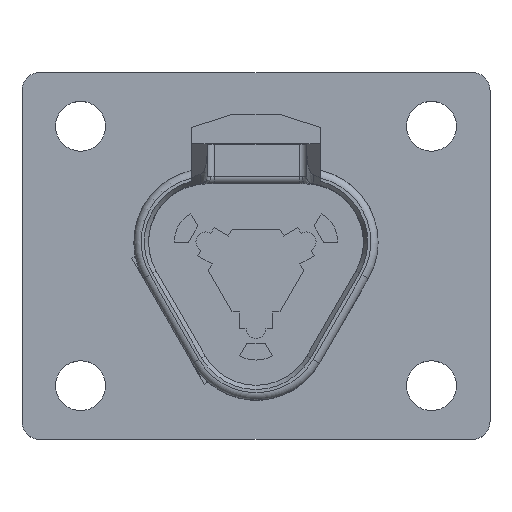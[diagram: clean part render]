
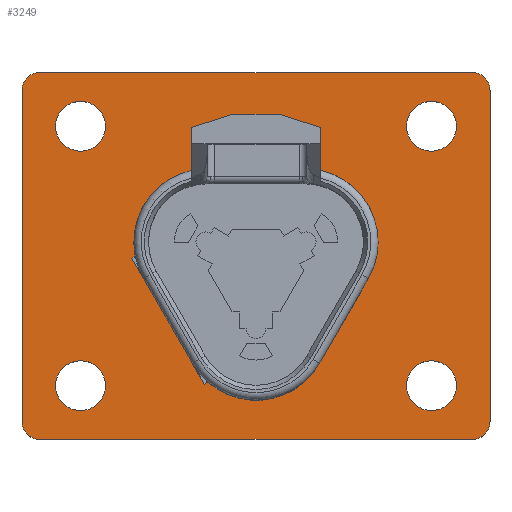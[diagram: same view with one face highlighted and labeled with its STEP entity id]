
A CAD part, top view. The second image highlights one B-rep face of the part: STEP entity #3249.
In plain terms, the highlighted planar face has unit normal (0, 0, 1).
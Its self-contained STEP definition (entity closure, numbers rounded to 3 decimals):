
#523=CARTESIAN_POINT('',(4.234,3.67,-17.399));
#524=DIRECTION('',(0.,0.,1.));
#525=DIRECTION('',(0.866,-0.5,0.));
#526=AXIS2_PLACEMENT_3D('',#523,#524,#525);
#533=CARTESIAN_POINT('',(15.189,13.716,-17.399));
#534=DIRECTION('',(0.,0.,-1.));
#535=DIRECTION('',(1.,0.,0.));
#536=AXIS2_PLACEMENT_3D('',#533,#534,#535);
#538=CARTESIAN_POINT('',(15.189,13.716,-17.399));
#539=DIRECTION('',(0.,0.,-1.));
#540=DIRECTION('',(-1.,0.,0.));
#541=AXIS2_PLACEMENT_3D('',#538,#539,#540);
#543=CARTESIAN_POINT('',(-15.189,13.716,-17.399));
#544=DIRECTION('',(0.,0.,-1.));
#545=DIRECTION('',(1.,0.,0.));
#546=AXIS2_PLACEMENT_3D('',#543,#544,#545);
#548=CARTESIAN_POINT('',(-15.189,13.716,-17.399));
#549=DIRECTION('',(0.,0.,-1.));
#550=DIRECTION('',(-1.,0.,0.));
#551=AXIS2_PLACEMENT_3D('',#548,#549,#550);
#553=CARTESIAN_POINT('',(-15.189,-8.738,-17.399));
#554=DIRECTION('',(0.,0.,-1.));
#555=DIRECTION('',(1.,0.,0.));
#556=AXIS2_PLACEMENT_3D('',#553,#554,#555);
#558=CARTESIAN_POINT('',(-15.189,-8.738,-17.399));
#559=DIRECTION('',(0.,0.,-1.));
#560=DIRECTION('',(-1.,0.,0.));
#561=AXIS2_PLACEMENT_3D('',#558,#559,#560);
#563=CARTESIAN_POINT('',(15.189,-8.738,-17.399));
#564=DIRECTION('',(0.,0.,-1.));
#565=DIRECTION('',(1.,0.,0.));
#566=AXIS2_PLACEMENT_3D('',#563,#564,#565);
#568=CARTESIAN_POINT('',(15.189,-8.738,-17.399));
#569=DIRECTION('',(0.,0.,-1.));
#570=DIRECTION('',(-1.,0.,0.));
#571=AXIS2_PLACEMENT_3D('',#568,#569,#570);
#573=DIRECTION('',(1.,0.,0.));
#574=VECTOR('',#573,37.465);
#575=CARTESIAN_POINT('',(-18.733,-13.386,-17.399));
#576=LINE('',#575,#574);
#577=CARTESIAN_POINT('',(-18.733,-11.862,-17.399));
#578=DIRECTION('',(0.,0.,1.));
#579=DIRECTION('',(-1.,0.,0.));
#580=AXIS2_PLACEMENT_3D('',#577,#578,#579);
#582=DIRECTION('',(0.,-1.,0.));
#583=VECTOR('',#582,28.702);
#584=CARTESIAN_POINT('',(-20.257,16.84,-17.399));
#585=LINE('',#584,#583);
#586=CARTESIAN_POINT('',(-18.733,16.84,-17.399));
#587=DIRECTION('',(0.,0.,1.));
#588=DIRECTION('',(0.,1.,0.));
#589=AXIS2_PLACEMENT_3D('',#586,#587,#588);
#591=DIRECTION('',(-1.,0.,0.));
#592=VECTOR('',#591,37.465);
#593=CARTESIAN_POINT('',(18.733,18.364,-17.399));
#594=LINE('',#593,#592);
#595=CARTESIAN_POINT('',(18.733,16.84,-17.399));
#596=DIRECTION('',(0.,0.,1.));
#597=DIRECTION('',(1.,0.,0.));
#598=AXIS2_PLACEMENT_3D('',#595,#596,#597);
#600=DIRECTION('',(0.,1.,0.));
#601=VECTOR('',#600,28.702);
#602=CARTESIAN_POINT('',(20.257,-11.862,-17.399));
#603=LINE('',#602,#601);
#604=CARTESIAN_POINT('',(18.733,-11.862,-17.399));
#605=DIRECTION('',(0.,0.,1.));
#606=DIRECTION('',(0.,-1.,0.));
#607=AXIS2_PLACEMENT_3D('',#604,#605,#606);
#749=DIRECTION('',(0.5,-0.866,0.));
#750=VECTOR('',#749,12.573);
#751=CARTESIAN_POINT('',(-10.751,2.284,-17.399));
#752=LINE('',#751,#750);
#820=DIRECTION('',(-0.866,-0.5,0.));
#821=VECTOR('',#820,0.381);
#822=CARTESIAN_POINT('',(-10.421,2.475,-17.399));
#823=LINE('',#822,#821);
#828=DIRECTION('',(-0.966,0.259,0.));
#829=VECTOR('',#828,0.674);
#830=CARTESIAN_POINT('',(-9.769,2.3,-17.399));
#831=LINE('',#830,#829);
#848=CARTESIAN_POINT('',(-4.234,3.67,-17.399));
#849=DIRECTION('',(0.,0.,1.));
#850=DIRECTION('',(0.,1.,0.));
#851=AXIS2_PLACEMENT_3D('',#848,#849,#850);
#867=DIRECTION('',(1.,0.,0.));
#868=VECTOR('',#867,8.468);
#869=CARTESIAN_POINT('',(-4.234,9.373,-17.399));
#870=LINE('',#869,#868);
#1221=DIRECTION('',(-0.5,-0.866,0.));
#1222=VECTOR('',#1221,8.474);
#1223=CARTESIAN_POINT('',(9.174,0.821,-17.399));
#1224=LINE('',#1223,#1222);
#1230=CARTESIAN_POINT('',(0.,-3.67,-17.399));
#1231=DIRECTION('',(0.,0.,1.));
#1232=DIRECTION('',(-0.695,-0.719,0.));
#1233=AXIS2_PLACEMENT_3D('',#1230,#1231,#1232);
#1254=DIRECTION('',(0.259,0.966,0.));
#1255=VECTOR('',#1254,0.671);
#1256=CARTESIAN_POINT('',(-4.138,-8.417,-17.399));
#1257=LINE('',#1256,#1255);
#1262=DIRECTION('',(0.866,0.5,0.));
#1263=VECTOR('',#1262,0.381);
#1264=CARTESIAN_POINT('',(-4.468,-8.607,-17.399));
#1265=LINE('',#1264,#1263);
#2652=CARTESIAN_POINT('',(-18.733,-13.386,-17.399));
#2653=CARTESIAN_POINT('',(18.733,-13.386,-17.399));
#2654=VERTEX_POINT('',#2652);
#2655=VERTEX_POINT('',#2653);
#2656=CARTESIAN_POINT('',(20.257,-11.862,-17.399));
#2657=VERTEX_POINT('',#2656);
#2658=CARTESIAN_POINT('',(20.257,16.84,-17.399));
#2659=VERTEX_POINT('',#2658);
#2660=CARTESIAN_POINT('',(18.733,18.364,-17.399));
#2661=VERTEX_POINT('',#2660);
#2662=CARTESIAN_POINT('',(-18.733,18.364,-17.399));
#2663=VERTEX_POINT('',#2662);
#2664=CARTESIAN_POINT('',(-20.257,16.84,-17.399));
#2665=VERTEX_POINT('',#2664);
#2666=CARTESIAN_POINT('',(-20.257,-11.862,-17.399));
#2667=VERTEX_POINT('',#2666);
#2684=CARTESIAN_POINT('',(-10.751,2.284,-17.399));
#2685=CARTESIAN_POINT('',(-4.468,-8.607,-17.399));
#2686=VERTEX_POINT('',#2684);
#2687=VERTEX_POINT('',#2685);
#2708=CARTESIAN_POINT('',(-4.138,-8.417,-17.399));
#2709=VERTEX_POINT('',#2708);
#2712=CARTESIAN_POINT('',(-3.965,-7.769,-17.399));
#2713=VERTEX_POINT('',#2712);
#2718=CARTESIAN_POINT('',(-9.769,2.3,-17.399));
#2719=CARTESIAN_POINT('',(-10.421,2.475,-17.399));
#2720=VERTEX_POINT('',#2718);
#2721=VERTEX_POINT('',#2719);
#2732=CARTESIAN_POINT('',(4.939,-6.519,-17.399));
#2733=VERTEX_POINT('',#2732);
#2734=CARTESIAN_POINT('',(9.174,0.821,-17.399));
#2735=VERTEX_POINT('',#2734);
#2736=CARTESIAN_POINT('',(4.234,9.373,-17.399));
#2737=VERTEX_POINT('',#2736);
#2738=CARTESIAN_POINT('',(-4.234,9.373,-17.399));
#2739=VERTEX_POINT('',#2738);
#2740=CARTESIAN_POINT('',(17.348,13.716,-17.399));
#2741=CARTESIAN_POINT('',(13.03,13.716,-17.399));
#2742=VERTEX_POINT('',#2740);
#2743=VERTEX_POINT('',#2741);
#2744=CARTESIAN_POINT('',(-13.03,13.716,-17.399));
#2745=CARTESIAN_POINT('',(-17.348,13.716,-17.399));
#2746=VERTEX_POINT('',#2744);
#2747=VERTEX_POINT('',#2745);
#2748=CARTESIAN_POINT('',(-13.03,-8.738,-17.399));
#2749=CARTESIAN_POINT('',(-17.348,-8.738,-17.399));
#2750=VERTEX_POINT('',#2748);
#2751=VERTEX_POINT('',#2749);
#2752=CARTESIAN_POINT('',(17.348,-8.738,-17.399));
#2753=CARTESIAN_POINT('',(13.03,-8.738,-17.399));
#2754=VERTEX_POINT('',#2752);
#2755=VERTEX_POINT('',#2753);
#3181=CARTESIAN_POINT('',(0.,0.,-17.399));
#3182=DIRECTION('',(0.,0.,1.));
#3183=DIRECTION('',(1.,0.,0.));
#3184=AXIS2_PLACEMENT_3D('',#3181,#3182,#3183);
#3185=PLANE('',#3184);
#3187=ORIENTED_EDGE('',*,*,#3186,.F.);
#3189=ORIENTED_EDGE('',*,*,#3188,.F.);
#3191=ORIENTED_EDGE('',*,*,#3190,.F.);
#3193=ORIENTED_EDGE('',*,*,#3192,.F.);
#3195=ORIENTED_EDGE('',*,*,#3194,.F.);
#3197=ORIENTED_EDGE('',*,*,#3196,.F.);
#3199=ORIENTED_EDGE('',*,*,#3198,.F.);
#3201=ORIENTED_EDGE('',*,*,#3200,.F.);
#3202=EDGE_LOOP('',(#3187,#3189,#3191,#3193,#3195,#3197,#3199,#3201));
#3203=FACE_OUTER_BOUND('',#3202,.F.);
#3205=ORIENTED_EDGE('',*,*,#3204,.F.);
#3207=ORIENTED_EDGE('',*,*,#3206,.F.);
#3208=EDGE_LOOP('',(#3205,#3207));
#3209=FACE_BOUND('',#3208,.F.);
#3211=ORIENTED_EDGE('',*,*,#3210,.F.);
#3213=ORIENTED_EDGE('',*,*,#3212,.F.);
#3214=EDGE_LOOP('',(#3211,#3213));
#3215=FACE_BOUND('',#3214,.F.);
#3217=ORIENTED_EDGE('',*,*,#3216,.F.);
#3219=ORIENTED_EDGE('',*,*,#3218,.F.);
#3220=EDGE_LOOP('',(#3217,#3219));
#3221=FACE_BOUND('',#3220,.F.);
#3223=ORIENTED_EDGE('',*,*,#3222,.F.);
#3225=ORIENTED_EDGE('',*,*,#3224,.F.);
#3226=EDGE_LOOP('',(#3223,#3225));
#3227=FACE_BOUND('',#3226,.F.);
#3229=ORIENTED_EDGE('',*,*,#3228,.T.);
#3231=ORIENTED_EDGE('',*,*,#3230,.T.);
#3233=ORIENTED_EDGE('',*,*,#3232,.T.);
#3235=ORIENTED_EDGE('',*,*,#3234,.T.);
#3237=ORIENTED_EDGE('',*,*,#3236,.F.);
#3238=ORIENTED_EDGE('',*,*,#3171,.T.);
#3240=ORIENTED_EDGE('',*,*,#3239,.F.);
#3242=ORIENTED_EDGE('',*,*,#3241,.T.);
#3244=ORIENTED_EDGE('',*,*,#3243,.T.);
#3246=ORIENTED_EDGE('',*,*,#3245,.T.);
#3247=EDGE_LOOP('',(#3229,#3231,#3233,#3235,#3237,#3238,#3240,#3242,#3244,
#3246));
#3248=FACE_BOUND('',#3247,.F.);
#3249=ADVANCED_FACE('',(#3203,#3209,#3215,#3221,#3227,#3248),#3185,.T.);
#527=CIRCLE('',#526,5.702);
#537=CIRCLE('',#536,2.159);
#542=CIRCLE('',#541,2.159);
#547=CIRCLE('',#546,2.159);
#552=CIRCLE('',#551,2.159);
#557=CIRCLE('',#556,2.159);
#562=CIRCLE('',#561,2.159);
#567=CIRCLE('',#566,2.159);
#572=CIRCLE('',#571,2.159);
#581=CIRCLE('',#580,1.524);
#590=CIRCLE('',#589,1.524);
#599=CIRCLE('',#598,1.524);
#608=CIRCLE('',#607,1.524);
#852=CIRCLE('',#851,5.702);
#1234=CIRCLE('',#1233,5.702);
#3171=EDGE_CURVE('',#2735,#2737,#527,.T.);
#3186=EDGE_CURVE('',#2654,#2655,#576,.T.);
#3188=EDGE_CURVE('',#2667,#2654,#581,.T.);
#3190=EDGE_CURVE('',#2665,#2667,#585,.T.);
#3192=EDGE_CURVE('',#2663,#2665,#590,.T.);
#3194=EDGE_CURVE('',#2661,#2663,#594,.T.);
#3196=EDGE_CURVE('',#2659,#2661,#599,.T.);
#3198=EDGE_CURVE('',#2657,#2659,#603,.T.);
#3200=EDGE_CURVE('',#2655,#2657,#608,.T.);
#3204=EDGE_CURVE('',#2742,#2743,#537,.T.);
#3206=EDGE_CURVE('',#2743,#2742,#542,.T.);
#3210=EDGE_CURVE('',#2746,#2747,#547,.T.);
#3212=EDGE_CURVE('',#2747,#2746,#552,.T.);
#3216=EDGE_CURVE('',#2750,#2751,#557,.T.);
#3218=EDGE_CURVE('',#2751,#2750,#562,.T.);
#3222=EDGE_CURVE('',#2754,#2755,#567,.T.);
#3224=EDGE_CURVE('',#2755,#2754,#572,.T.);
#3228=EDGE_CURVE('',#2686,#2687,#752,.T.);
#3230=EDGE_CURVE('',#2687,#2709,#1265,.T.);
#3232=EDGE_CURVE('',#2709,#2713,#1257,.T.);
#3234=EDGE_CURVE('',#2713,#2733,#1234,.T.);
#3236=EDGE_CURVE('',#2735,#2733,#1224,.T.);
#3239=EDGE_CURVE('',#2739,#2737,#870,.T.);
#3241=EDGE_CURVE('',#2739,#2720,#852,.T.);
#3243=EDGE_CURVE('',#2720,#2721,#831,.T.);
#3245=EDGE_CURVE('',#2721,#2686,#823,.T.);
